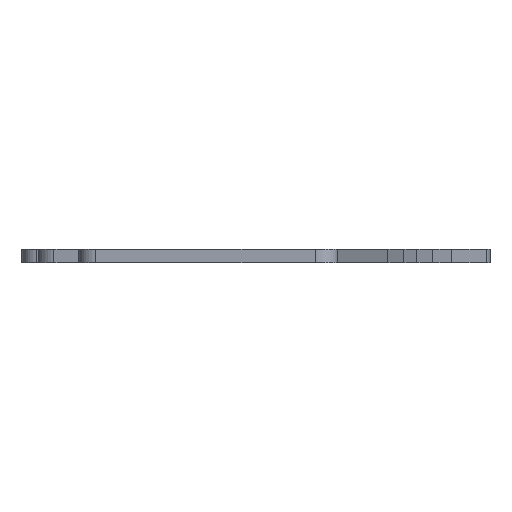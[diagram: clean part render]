
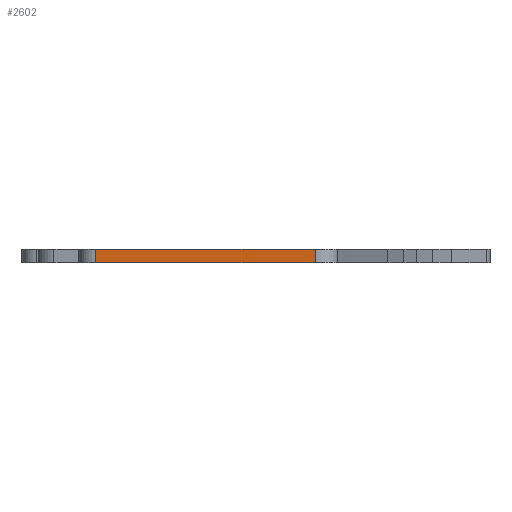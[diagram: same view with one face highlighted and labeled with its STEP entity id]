
A CAD part, left-side view. The second image highlights one B-rep face of the part: STEP entity #2602.
In plain terms, the highlighted planar face has unit normal (-0.99, 0.139, 0).
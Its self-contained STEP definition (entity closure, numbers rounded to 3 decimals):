
#93=PLANE('',#2862);
#284=LINE('',#4225,#540);
#313=LINE('',#4310,#569);
#314=LINE('',#4313,#570);
#315=LINE('',#4314,#571);
#540=VECTOR('',#3435,10.);
#569=VECTOR('',#3526,10.);
#570=VECTOR('',#3529,10.);
#571=VECTOR('',#3530,10.);
#787=FACE_OUTER_BOUND('',#945,.T.);
#945=EDGE_LOOP('',(#2290,#2291,#2292,#2293));
#1297=VERTEX_POINT('',#4222);
#1298=VERTEX_POINT('',#4224);
#1323=VERTEX_POINT('',#4308);
#1324=VERTEX_POINT('',#4312);
#1621=EDGE_CURVE('',#1297,#1298,#284,.T.);
#1663=EDGE_CURVE('',#1323,#1298,#313,.T.);
#1664=EDGE_CURVE('',#1323,#1324,#314,.T.);
#1665=EDGE_CURVE('',#1324,#1297,#315,.T.);
#2290=ORIENTED_EDGE('',*,*,#1664,.F.);
#2291=ORIENTED_EDGE('',*,*,#1663,.T.);
#2292=ORIENTED_EDGE('',*,*,#1621,.F.);
#2293=ORIENTED_EDGE('',*,*,#1665,.F.);
#2602=ADVANCED_FACE('',(#787),#93,.T.);
#2862=AXIS2_PLACEMENT_3D('',#4311,#3527,#3528);
#3435=DIRECTION('',(-0.139,-0.99,0.));
#3526=DIRECTION('',(0.,0.,1.));
#3527=DIRECTION('center_axis',(-0.99,0.139,0.));
#3528=DIRECTION('ref_axis',(-0.139,-0.99,0.));
#3529=DIRECTION('',(0.139,0.99,0.));
#3530=DIRECTION('',(0.,0.,1.));
#4222=CARTESIAN_POINT('',(-7.553,-236.024,3.));
#4224=CARTESIAN_POINT('',(-14.664,-286.616,3.));
#4225=CARTESIAN_POINT('',(-14.664,-286.616,3.));
#4308=CARTESIAN_POINT('',(-14.664,-286.616,0.));
#4310=CARTESIAN_POINT('',(-14.664,-286.616,0.));
#4311=CARTESIAN_POINT('Origin',(-7.553,-236.024,0.));
#4312=CARTESIAN_POINT('',(-7.553,-236.024,0.));
#4313=CARTESIAN_POINT('',(-14.664,-286.616,0.));
#4314=CARTESIAN_POINT('',(-7.553,-236.024,0.));
